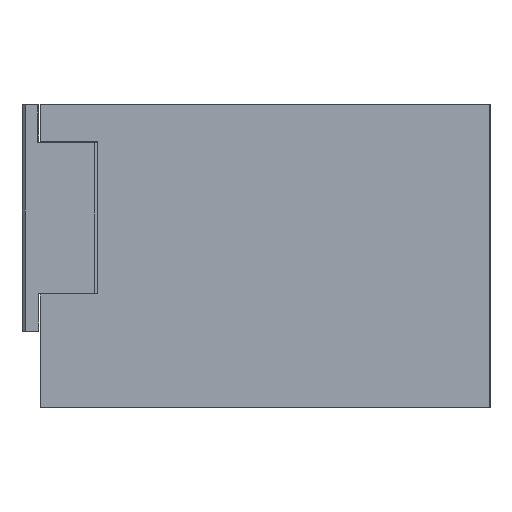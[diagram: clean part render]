
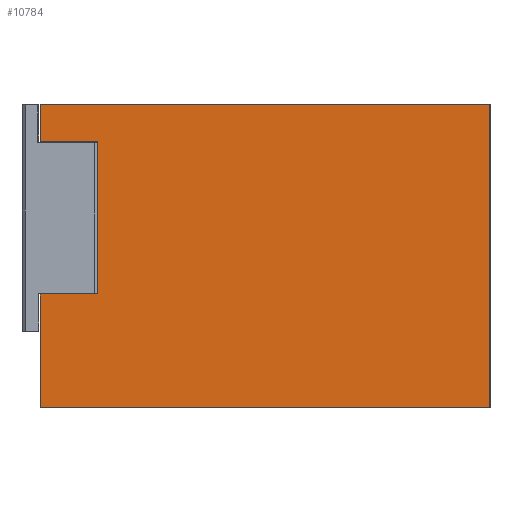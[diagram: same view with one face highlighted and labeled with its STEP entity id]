
A CAD part, left-side view. The second image highlights one B-rep face of the part: STEP entity #10784.
In plain terms, the highlighted planar face has unit normal (-1, 0, 0).
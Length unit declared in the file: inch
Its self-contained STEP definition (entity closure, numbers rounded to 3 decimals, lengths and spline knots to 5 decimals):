
#62 = PLANE ( 'NONE',  #7533 ) ;
#304 = CARTESIAN_POINT ( 'NONE',  ( -2., 1.48, -0.124 ) ) ;
#390 = EDGE_CURVE ( 'NONE', #2171, #14236, #1223, .T. ) ;
#543 = ORIENTED_EDGE ( 'NONE', *, *, #840, .F. ) ;
#628 = LINE ( 'NONE', #14127, #9725 ) ;
#772 = DIRECTION ( 'NONE',  ( 0., 1., 0. ) ) ;
#826 = VECTOR ( 'NONE', #12153, 39.37008 ) ;
#840 = EDGE_CURVE ( 'NONE', #11240, #3408, #12453, .T. ) ;
#1153 = CARTESIAN_POINT ( 'NONE',  ( -2., 1.48, -0.124 ) ) ;
#1223 = LINE ( 'NONE', #9780, #826 ) ;
#1323 = DIRECTION ( 'NONE',  ( 0., 0., 1. ) ) ;
#1973 = EDGE_CURVE ( 'NONE', #14236, #6116, #4099, .T. ) ;
#2171 = VERTEX_POINT ( 'NONE', #2957 ) ;
#2230 = EDGE_CURVE ( 'NONE', #11515, #9688, #3501, .T. ) ;
#2957 = CARTESIAN_POINT ( 'NONE',  ( -2., 1.48, -0.625 ) ) ;
#3300 = CARTESIAN_POINT ( 'NONE',  ( -2., 1.48, -1. ) ) ;
#3408 = VERTEX_POINT ( 'NONE', #3300 ) ;
#3501 = LINE ( 'NONE', #14992, #9692 ) ;
#4013 = CARTESIAN_POINT ( 'NONE',  ( -2., 1.29, -0.124 ) ) ;
#4099 = LINE ( 'NONE', #4013, #4866 ) ;
#4315 = DIRECTION ( 'NONE',  ( 0., -1., 0. ) ) ;
#4327 = EDGE_CURVE ( 'NONE', #9688, #11240, #12744, .T. ) ;
#4469 = ORIENTED_EDGE ( 'NONE', *, *, #390, .F. ) ;
#4866 = VECTOR ( 'NONE', #12850, 39.37008 ) ;
#4932 = LINE ( 'NONE', #304, #7839 ) ;
#4989 = CARTESIAN_POINT ( 'NONE',  ( -2., 1.29, -0.625 ) ) ;
#5293 = CARTESIAN_POINT ( 'NONE',  ( -2., 1.48, 0. ) ) ;
#5467 = DIRECTION ( 'NONE',  ( 0., 0., 1. ) ) ;
#5601 = CARTESIAN_POINT ( 'NONE',  ( -2., 1.48, -0.625 ) ) ;
#5737 = CARTESIAN_POINT ( 'NONE',  ( -2., 1.48, -1. ) ) ;
#5789 = ORIENTED_EDGE ( 'NONE', *, *, #2230, .F. ) ;
#6116 = VERTEX_POINT ( 'NONE', #7803 ) ;
#6198 = CARTESIAN_POINT ( 'NONE',  ( -2., 0., 0. ) ) ;
#6390 = EDGE_LOOP ( 'NONE', ( #13254, #5789, #6663, #15508, #13941, #4469, #6461, #543 ) ) ;
#6444 = DIRECTION ( 'NONE',  ( 0., 1., 0. ) ) ;
#6461 = ORIENTED_EDGE ( 'NONE', *, *, #14474, .F. ) ;
#6663 = ORIENTED_EDGE ( 'NONE', *, *, #10240, .F. ) ;
#6798 = EDGE_CURVE ( 'NONE', #6116, #9278, #4932, .T. ) ;
#6976 = CARTESIAN_POINT ( 'NONE',  ( -2., 0., -1. ) ) ;
#7310 = CARTESIAN_POINT ( 'NONE',  ( -2., 0., -1. ) ) ;
#7533 = AXIS2_PLACEMENT_3D ( 'NONE', #6198, #8706, #1323 ) ;
#7803 = CARTESIAN_POINT ( 'NONE',  ( -2., 1.29, -0.124 ) ) ;
#7839 = VECTOR ( 'NONE', #6444, 39.37008 ) ;
#8706 = DIRECTION ( 'NONE',  ( -1., 0., 0. ) ) ;
#9278 = VERTEX_POINT ( 'NONE', #1153 ) ;
#9688 = VERTEX_POINT ( 'NONE', #13341 ) ;
#9692 = VECTOR ( 'NONE', #4315, 39.37008 ) ;
#9725 = VECTOR ( 'NONE', #5467, 39.37008 ) ;
#9780 = CARTESIAN_POINT ( 'NONE',  ( -2., 1.29, -0.625 ) ) ;
#9806 = DIRECTION ( 'NONE',  ( 0., 0., -1. ) ) ;
#10116 = VECTOR ( 'NONE', #11794, 39.37008 ) ;
#10240 = EDGE_CURVE ( 'NONE', #9278, #11515, #628, .T. ) ;
#10784 = ADVANCED_FACE ( 'NONE', ( #11645 ), #62, .T. ) ;
#11240 = VERTEX_POINT ( 'NONE', #6976 ) ;
#11515 = VERTEX_POINT ( 'NONE', #5293 ) ;
#11645 = FACE_OUTER_BOUND ( 'NONE', #6390, .T. ) ;
#11794 = DIRECTION ( 'NONE',  ( 0., 0., 1. ) ) ;
#11968 = VECTOR ( 'NONE', #9806, 39.37008 ) ;
#12153 = DIRECTION ( 'NONE',  ( 0., -1., 0. ) ) ;
#12453 = LINE ( 'NONE', #5737, #12833 ) ;
#12744 = LINE ( 'NONE', #7310, #11968 ) ;
#12833 = VECTOR ( 'NONE', #772, 39.37008 ) ;
#12850 = DIRECTION ( 'NONE',  ( 0., 0., 1. ) ) ;
#13254 = ORIENTED_EDGE ( 'NONE', *, *, #4327, .F. ) ;
#13341 = CARTESIAN_POINT ( 'NONE',  ( -2., 0., 0. ) ) ;
#13790 = LINE ( 'NONE', #5601, #10116 ) ;
#13941 = ORIENTED_EDGE ( 'NONE', *, *, #1973, .F. ) ;
#14127 = CARTESIAN_POINT ( 'NONE',  ( -2., 1.48, 0. ) ) ;
#14236 = VERTEX_POINT ( 'NONE', #4989 ) ;
#14474 = EDGE_CURVE ( 'NONE', #3408, #2171, #13790, .T. ) ;
#14992 = CARTESIAN_POINT ( 'NONE',  ( -2., 0., 0. ) ) ;
#15508 = ORIENTED_EDGE ( 'NONE', *, *, #6798, .F. ) ;
